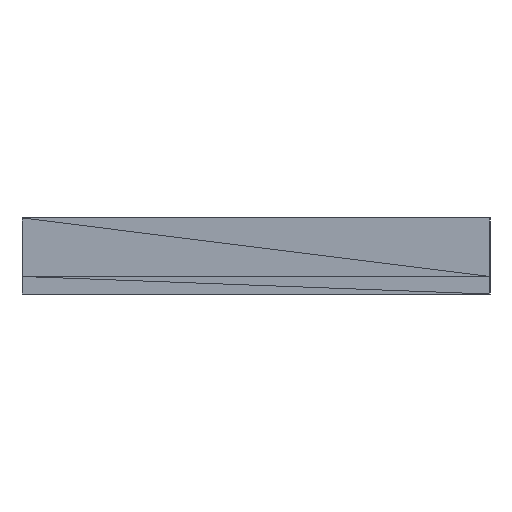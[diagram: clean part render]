
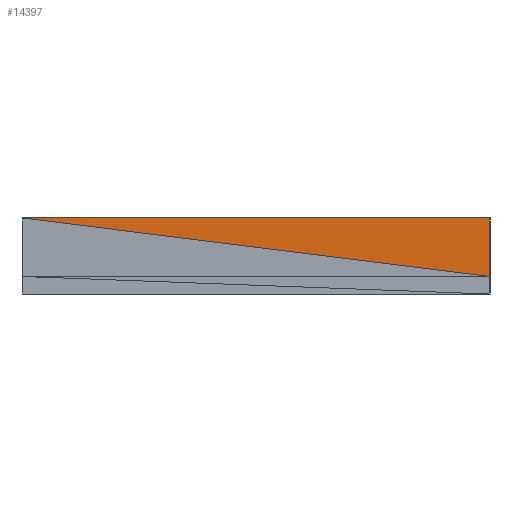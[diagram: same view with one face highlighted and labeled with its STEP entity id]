
A CAD part, left-side view. The second image highlights one B-rep face of the part: STEP entity #14397.
In plain terms, the highlighted planar face has unit normal (-1, 0, 0).
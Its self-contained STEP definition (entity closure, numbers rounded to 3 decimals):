
#103=FACE_OUTER_BOUND('',#1403,.T.);
#1403=EDGE_LOOP('',(#9373,#9374,#9375));
#2714=LINE('',#21676,#4664);
#2776=LINE('',#21797,#4726);
#2777=LINE('',#21799,#4727);
#4664=VECTOR('',#17122,10.);
#4726=VECTOR('',#17262,10.);
#4727=VECTOR('',#17265,10.);
#6544=VERTEX_POINT('',#21573);
#6563=VERTEX_POINT('',#21664);
#6566=VERTEX_POINT('',#21674);
#7258=EDGE_CURVE('',#6563,#6566,#2714,.T.);
#7320=EDGE_CURVE('',#6566,#6544,#2776,.T.);
#7321=EDGE_CURVE('',#6563,#6544,#2777,.T.);
#9373=ORIENTED_EDGE('',*,*,#7321,.F.);
#9374=ORIENTED_EDGE('',*,*,#7258,.T.);
#9375=ORIENTED_EDGE('',*,*,#7320,.T.);
#13097=PLANE('',#15711);
#14397=ADVANCED_FACE('',(#103),#13097,.T.);
#15711=AXIS2_PLACEMENT_3D('',#21798,#17263,#17264);
#17122=DIRECTION('',(0.,0.,1.));
#17262=DIRECTION('',(0.,1.,0.));
#17263=DIRECTION('center_axis',(-1.,0.,0.));
#17264=DIRECTION('ref_axis',(0.,0.,1.));
#17265=DIRECTION('',(0.,0.992,0.124));
#21573=CARTESIAN_POINT('',(-82.,40.,13.));
#21664=CARTESIAN_POINT('',(-82.,-40.,3.));
#21674=CARTESIAN_POINT('',(-82.,-40.,13.));
#21676=CARTESIAN_POINT('',(-82.,-40.,3.));
#21797=CARTESIAN_POINT('',(-82.,-40.,13.));
#21798=CARTESIAN_POINT('Origin',(-82.,-40.,13.));
#21799=CARTESIAN_POINT('',(-82.,-40.,3.));
